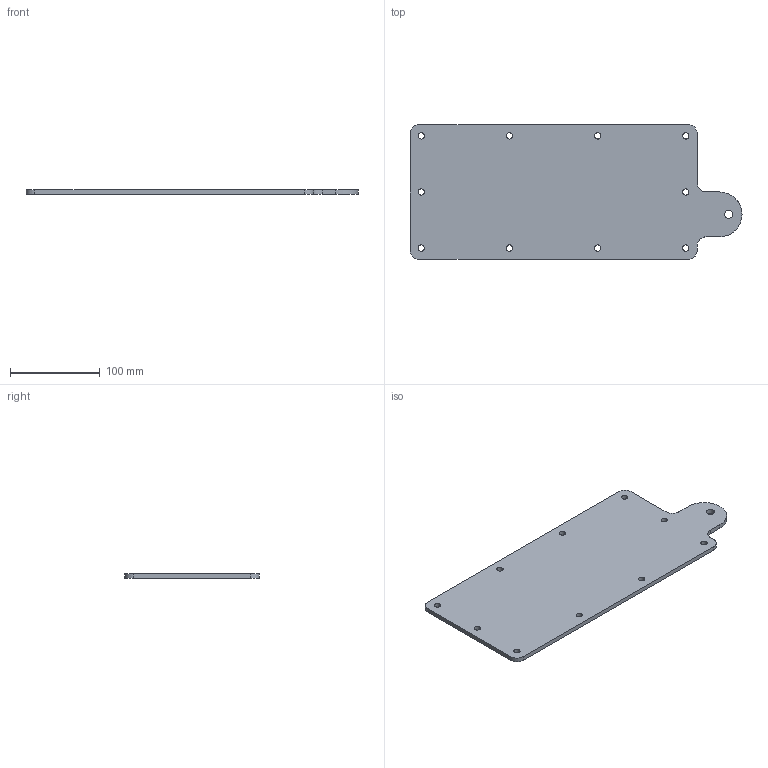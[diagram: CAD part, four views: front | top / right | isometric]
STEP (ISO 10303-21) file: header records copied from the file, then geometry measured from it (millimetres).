
FILE_DESCRIPTION(('CATIA V5 STEP Exchange'),'2;1');
FILE_NAME('GL00001873986_GLD0001873988_A00.stp','2023-04-12T07:07:18+00:00',('none'),('none'),'CATIA Version 5-6 Release 2016 SP5 HF64','CATIA V5 STEP AP203','none');
FILE_SCHEMA(('CONFIG_CONTROL_DESIGN'));
Length unit declared in the file: millimetre
Products named in the file (1): GLD0001873987
Bounding box: 370 x 150 x 5 mm (x, y, z)
Volume: 248701.8 mm3; surface area: 105685.6 mm2
Topology: 1 solids, 1 shells, 39 faces, 111 edges, 74 vertices
Faces by surface type: cylinder 30, plane 9
Entity records: 1539 total; most frequent: CARTESIAN_POINT 534, ORIENTED_EDGE 222, DIRECTION 139, EDGE_CURVE 111, VERTEX_POINT 74, AXIS2_PLACEMENT_3D 61, EDGE_LOOP 61, VECTOR 51
